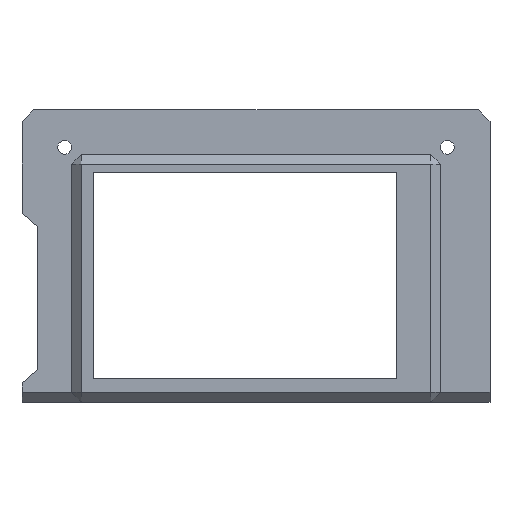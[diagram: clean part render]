
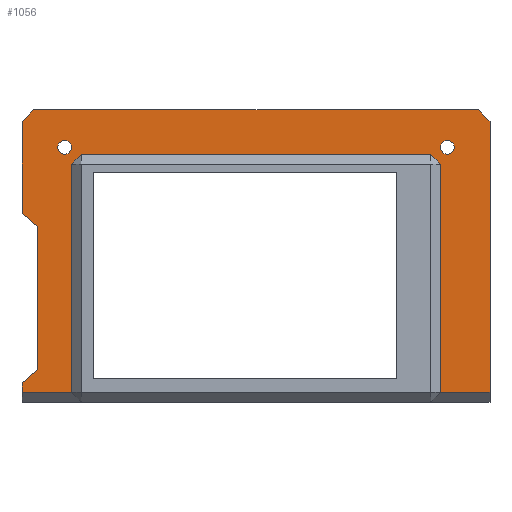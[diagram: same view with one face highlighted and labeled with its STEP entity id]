
A CAD part, top view. The second image highlights one B-rep face of the part: STEP entity #1056.
In plain terms, the highlighted planar face has unit normal (0, 0, 1).
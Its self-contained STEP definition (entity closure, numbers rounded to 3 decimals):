
#20=FACE_BOUND('',#166,.T.);
#21=FACE_BOUND('',#167,.T.);
#46=PLANE('',#1131);
#103=FACE_OUTER_BOUND('',#165,.T.);
#165=EDGE_LOOP('',(#884,#885,#886,#887,#888,#889,#890,#891,#892,#893,#894,
#895,#896,#897,#898,#899));
#166=EDGE_LOOP('',(#900));
#167=EDGE_LOOP('',(#901));
#222=LINE('',#1491,#366);
#226=LINE('',#1500,#370);
#230=LINE('',#1509,#374);
#274=LINE('',#1599,#418);
#281=LINE('',#1610,#425);
#283=LINE('',#1614,#427);
#285=LINE('',#1618,#429);
#287=LINE('',#1622,#431);
#289=LINE('',#1626,#433);
#291=LINE('',#1630,#435);
#293=LINE('',#1634,#437);
#295=LINE('',#1638,#439);
#299=LINE('',#1645,#443);
#300=LINE('',#1646,#444);
#301=LINE('',#1647,#445);
#302=LINE('',#1648,#446);
#366=VECTOR('',#1204,1000.);
#370=VECTOR('',#1210,1000.);
#374=VECTOR('',#1216,1000.);
#418=VECTOR('',#1284,1000.);
#425=VECTOR('',#1293,1000.);
#427=VECTOR('',#1297,1000.);
#429=VECTOR('',#1301,1000.);
#431=VECTOR('',#1305,1000.);
#433=VECTOR('',#1309,1000.);
#435=VECTOR('',#1313,1000.);
#437=VECTOR('',#1317,1000.);
#439=VECTOR('',#1321,1000.);
#443=VECTOR('',#1327,1000.);
#444=VECTOR('',#1328,1000.);
#445=VECTOR('',#1329,1000.);
#446=VECTOR('',#1330,1000.);
#486=CIRCLE('',#1102,1.75);
#488=CIRCLE('',#1105,1.75);
#490=VERTEX_POINT('',#1432);
#492=VERTEX_POINT('',#1438);
#516=VERTEX_POINT('',#1489);
#517=VERTEX_POINT('',#1490);
#520=VERTEX_POINT('',#1498);
#521=VERTEX_POINT('',#1499);
#524=VERTEX_POINT('',#1507);
#525=VERTEX_POINT('',#1508);
#558=VERTEX_POINT('',#1597);
#559=VERTEX_POINT('',#1598);
#562=VERTEX_POINT('',#1608);
#563=VERTEX_POINT('',#1612);
#564=VERTEX_POINT('',#1616);
#565=VERTEX_POINT('',#1620);
#566=VERTEX_POINT('',#1624);
#567=VERTEX_POINT('',#1628);
#568=VERTEX_POINT('',#1632);
#569=VERTEX_POINT('',#1636);
#584=EDGE_CURVE('',#490,#490,#486,.T.);
#587=EDGE_CURVE('',#492,#492,#488,.T.);
#612=EDGE_CURVE('',#516,#517,#222,.T.);
#616=EDGE_CURVE('',#520,#521,#226,.T.);
#620=EDGE_CURVE('',#524,#525,#230,.T.);
#664=EDGE_CURVE('',#558,#559,#274,.T.);
#671=EDGE_CURVE('',#559,#562,#281,.T.);
#673=EDGE_CURVE('',#562,#563,#283,.T.);
#675=EDGE_CURVE('',#563,#564,#285,.T.);
#677=EDGE_CURVE('',#564,#565,#287,.T.);
#679=EDGE_CURVE('',#565,#566,#289,.T.);
#681=EDGE_CURVE('',#566,#567,#291,.T.);
#683=EDGE_CURVE('',#567,#568,#293,.T.);
#685=EDGE_CURVE('',#568,#569,#295,.T.);
#689=EDGE_CURVE('',#521,#558,#299,.T.);
#690=EDGE_CURVE('',#569,#516,#300,.T.);
#691=EDGE_CURVE('',#517,#524,#301,.T.);
#692=EDGE_CURVE('',#525,#520,#302,.T.);
#884=ORIENTED_EDGE('',*,*,#616,.T.);
#885=ORIENTED_EDGE('',*,*,#689,.T.);
#886=ORIENTED_EDGE('',*,*,#664,.T.);
#887=ORIENTED_EDGE('',*,*,#671,.T.);
#888=ORIENTED_EDGE('',*,*,#673,.T.);
#889=ORIENTED_EDGE('',*,*,#675,.T.);
#890=ORIENTED_EDGE('',*,*,#677,.T.);
#891=ORIENTED_EDGE('',*,*,#679,.T.);
#892=ORIENTED_EDGE('',*,*,#681,.T.);
#893=ORIENTED_EDGE('',*,*,#683,.T.);
#894=ORIENTED_EDGE('',*,*,#685,.T.);
#895=ORIENTED_EDGE('',*,*,#690,.T.);
#896=ORIENTED_EDGE('',*,*,#612,.T.);
#897=ORIENTED_EDGE('',*,*,#691,.T.);
#898=ORIENTED_EDGE('',*,*,#620,.T.);
#899=ORIENTED_EDGE('',*,*,#692,.T.);
#900=ORIENTED_EDGE('',*,*,#584,.F.);
#901=ORIENTED_EDGE('',*,*,#587,.F.);
#1056=ADVANCED_FACE('',(#103,#20,#21),#46,.F.);
#1102=AXIS2_PLACEMENT_3D('',#1433,#1166,#1167);
#1105=AXIS2_PLACEMENT_3D('',#1439,#1173,#1174);
#1131=AXIS2_PLACEMENT_3D('',#1644,#1325,#1326);
#1166=DIRECTION('center_axis',(0.,0.,1.));
#1167=DIRECTION('ref_axis',(-1.,0.,0.));
#1173=DIRECTION('center_axis',(0.,0.,1.));
#1174=DIRECTION('ref_axis',(-1.,0.,0.));
#1204=DIRECTION('',(0.,1.,0.));
#1210=DIRECTION('',(0.,-1.,0.));
#1216=DIRECTION('',(1.,0.,0.));
#1284=DIRECTION('',(0.,1.,0.));
#1293=DIRECTION('',(-0.707,0.707,0.));
#1297=DIRECTION('',(-1.,0.,0.));
#1301=DIRECTION('',(-0.707,-0.707,0.));
#1305=DIRECTION('',(0.,-1.,0.));
#1309=DIRECTION('',(0.766,-0.643,0.));
#1313=DIRECTION('',(0.,-1.,0.));
#1317=DIRECTION('',(-0.766,-0.643,0.));
#1321=DIRECTION('',(0.,-1.,0.));
#1325=DIRECTION('center_axis',(0.,0.,-1.));
#1326=DIRECTION('ref_axis',(-1.,0.,0.));
#1327=DIRECTION('',(1.,0.,0.));
#1328=DIRECTION('',(1.,0.,0.));
#1329=DIRECTION('',(0.707,0.707,0.));
#1330=DIRECTION('',(0.707,-0.707,0.));
#1432=CARTESIAN_POINT('',(-46.524,32.25,5.1));
#1433=CARTESIAN_POINT('Origin',(-48.274,32.25,5.1));
#1438=CARTESIAN_POINT('',(50.024,32.25,5.1));
#1439=CARTESIAN_POINT('Origin',(48.274,32.25,5.1));
#1489=CARTESIAN_POINT('',(-46.5,-29.5,5.1));
#1490=CARTESIAN_POINT('',(-46.5,28.,5.1));
#1491=CARTESIAN_POINT('',(-46.5,0.,5.1));
#1498=CARTESIAN_POINT('',(46.5,28.,5.1));
#1499=CARTESIAN_POINT('',(46.5,-29.5,5.1));
#1500=CARTESIAN_POINT('',(46.5,0.,5.1));
#1507=CARTESIAN_POINT('',(-44.,30.5,5.1));
#1508=CARTESIAN_POINT('',(44.,30.5,5.1));
#1509=CARTESIAN_POINT('',(0.,30.5,5.1));
#1597=CARTESIAN_POINT('',(59.,-29.5,5.1));
#1598=CARTESIAN_POINT('',(59.,38.75,5.1));
#1599=CARTESIAN_POINT('',(59.,0.,5.1));
#1608=CARTESIAN_POINT('',(56.,41.75,5.1));
#1610=CARTESIAN_POINT('',(48.875,48.875,5.1));
#1612=CARTESIAN_POINT('',(-56.,41.75,5.1));
#1614=CARTESIAN_POINT('',(0.,41.75,5.1));
#1616=CARTESIAN_POINT('',(-59.,38.75,5.1));
#1618=CARTESIAN_POINT('',(-48.875,48.875,5.1));
#1620=CARTESIAN_POINT('',(-59.,15.606,5.1));
#1622=CARTESIAN_POINT('',(-59.,0.,5.1));
#1624=CARTESIAN_POINT('',(-55.,12.25,5.1));
#1626=CARTESIAN_POINT('',(-16.693,-19.894,5.1));
#1628=CARTESIAN_POINT('',(-55.,-23.75,5.1));
#1630=CARTESIAN_POINT('',(-55.,0.,5.1));
#1632=CARTESIAN_POINT('',(-59.,-27.106,5.1));
#1634=CARTESIAN_POINT('',(-11.03,13.145,5.1));
#1636=CARTESIAN_POINT('',(-59.,-29.5,5.1));
#1638=CARTESIAN_POINT('',(-59.,0.,5.1));
#1644=CARTESIAN_POINT('Origin',(0.,0.,5.1));
#1645=CARTESIAN_POINT('',(0.,-29.5,5.1));
#1646=CARTESIAN_POINT('',(0.,-29.5,5.1));
#1647=CARTESIAN_POINT('',(-37.25,37.25,5.1));
#1648=CARTESIAN_POINT('',(37.25,37.25,5.1));
